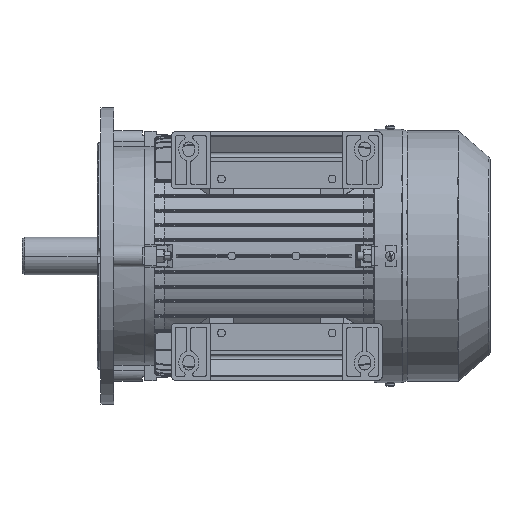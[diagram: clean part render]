
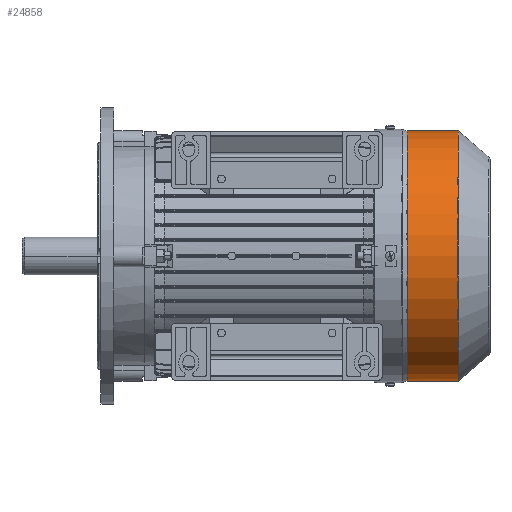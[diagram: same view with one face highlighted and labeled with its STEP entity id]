
A CAD part, front view. The second image highlights one B-rep face of the part: STEP entity #24858.
In plain terms, the highlighted cylindrical face has radius 126.7 mm (diameter 253.4 mm), a partial arc.
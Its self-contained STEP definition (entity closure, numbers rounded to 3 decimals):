
#24817 = ORIENTED_EDGE ( 'NONE', *, *, #24819, .F. ) ;
#24819 = EDGE_CURVE ( 'NONE', #24862, #24887, #75885, .T. ) ;
#24846 = EDGE_CURVE ( 'NONE', #24887, #24848, #75929, .T. ) ;
#24848 = VERTEX_POINT ( 'NONE', #75924 ) ;
#24858 = ADVANCED_FACE ( 'NONE', ( #75915 ), #75914, .T. ) ;
#24859 = EDGE_LOOP ( 'NONE', ( #24860, #24970, #24972, #24817 ) ) ;
#24860 = ORIENTED_EDGE ( 'NONE', *, *, #24861, .T. ) ;
#24861 = EDGE_CURVE ( 'NONE', #24862, #24863, #75909, .T. ) ;
#24862 = VERTEX_POINT ( 'NONE', #75972 ) ;
#24863 = VERTEX_POINT ( 'NONE', #75971 ) ;
#24887 = VERTEX_POINT ( 'NONE', #76003 ) ;
#24970 = ORIENTED_EDGE ( 'NONE', *, *, #24971, .T. ) ;
#24971 = EDGE_CURVE ( 'NONE', #24863, #24848, #76092, .T. ) ;
#24972 = ORIENTED_EDGE ( 'NONE', *, *, #24846, .F. ) ;
#75882 = DIRECTION ( 'NONE',  ( -1., 0., 0. ) ) ;
#75883 = VECTOR ( 'NONE', #75882, 1000. ) ;
#75884 = CARTESIAN_POINT ( 'NONE',  ( 0., 0., 126.7 ) ) ;
#75885 = LINE ( 'NONE', #75884, #75883 ) ;
#75909 = CIRCLE ( 'NONE', #75976, 126.7 ) ;
#75910 = DIRECTION ( 'NONE',  ( 0., 0., 1. ) ) ;
#75911 = DIRECTION ( 'NONE',  ( -1., 0., 0. ) ) ;
#75912 = CARTESIAN_POINT ( 'NONE',  ( 0., 0., 0. ) ) ;
#75913 = AXIS2_PLACEMENT_3D ( 'NONE', #75912, #75911, #75910 ) ;
#75914 = CYLINDRICAL_SURFACE ( 'NONE', #75913, 126.7 ) ;
#75915 = FACE_OUTER_BOUND ( 'NONE', #24859, .T. ) ;
#75924 = CARTESIAN_POINT ( 'NONE',  ( 33., 0., -126.7 ) ) ;
#75925 = DIRECTION ( 'NONE',  ( 0., 0., 1. ) ) ;
#75926 = DIRECTION ( 'NONE',  ( -1., 0., 0. ) ) ;
#75927 = CARTESIAN_POINT ( 'NONE',  ( 33., 0., 0. ) ) ;
#75928 = AXIS2_PLACEMENT_3D ( 'NONE', #75927, #75926, #75925 ) ;
#75929 = CIRCLE ( 'NONE', #75928, 126.7 ) ;
#75971 = CARTESIAN_POINT ( 'NONE',  ( 85., 0., -126.7 ) ) ;
#75972 = CARTESIAN_POINT ( 'NONE',  ( 85., 0., 126.7 ) ) ;
#75973 = DIRECTION ( 'NONE',  ( 0., 0., 1. ) ) ;
#75974 = DIRECTION ( 'NONE',  ( -1., 0., 0. ) ) ;
#75975 = CARTESIAN_POINT ( 'NONE',  ( 85., 0., 0. ) ) ;
#75976 = AXIS2_PLACEMENT_3D ( 'NONE', #75975, #75974, #75973 ) ;
#76003 = CARTESIAN_POINT ( 'NONE',  ( 33., 0., 126.7 ) ) ;
#76089 = DIRECTION ( 'NONE',  ( -1., 0., 0. ) ) ;
#76090 = VECTOR ( 'NONE', #76089, 1000. ) ;
#76091 = CARTESIAN_POINT ( 'NONE',  ( 0., 0., -126.7 ) ) ;
#76092 = LINE ( 'NONE', #76091, #76090 ) ;
